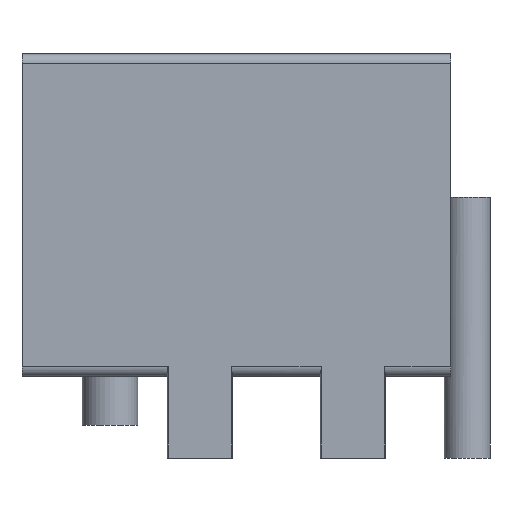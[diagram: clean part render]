
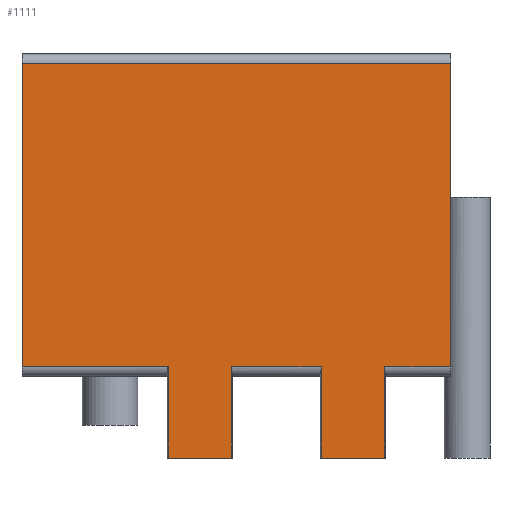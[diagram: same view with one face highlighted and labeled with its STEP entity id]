
A CAD part, front view. The second image highlights one B-rep face of the part: STEP entity #1111.
In plain terms, the highlighted planar face has unit normal (0, -1, 0).
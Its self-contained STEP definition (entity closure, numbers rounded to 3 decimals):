
#41=PLANE('',#1230);
#93=FACE_OUTER_BOUND('',#156,.T.);
#156=EDGE_LOOP('',(#950,#951,#952,#953,#954,#955,#956,#957,#958,#959,#960,
#961));
#238=LINE('',#1679,#330);
#239=LINE('',#1692,#331);
#241=LINE('',#1742,#333);
#260=LINE('',#1831,#352);
#285=LINE('',#1897,#377);
#295=LINE('',#1924,#387);
#296=LINE('',#1926,#388);
#306=LINE('',#1956,#398);
#307=LINE('',#1958,#399);
#308=LINE('',#1959,#400);
#309=LINE('',#1961,#401);
#310=LINE('',#1962,#402);
#330=VECTOR('',#1285,10.);
#331=VECTOR('',#1288,10.);
#333=VECTOR('',#1298,10.);
#352=VECTOR('',#1369,10.);
#377=VECTOR('',#1442,10.);
#387=VECTOR('',#1472,10.);
#388=VECTOR('',#1475,10.);
#398=VECTOR('',#1511,10.);
#399=VECTOR('',#1512,10.);
#400=VECTOR('',#1513,10.);
#401=VECTOR('',#1514,10.);
#402=VECTOR('',#1515,10.);
#447=VERTEX_POINT('',#1656);
#452=VERTEX_POINT('',#1677);
#454=VERTEX_POINT('',#1682);
#455=VERTEX_POINT('',#1691);
#464=VERTEX_POINT('',#1732);
#465=VERTEX_POINT('',#1741);
#495=VERTEX_POINT('',#1829);
#512=VERTEX_POINT('',#1896);
#519=VERTEX_POINT('',#1922);
#526=VERTEX_POINT('',#1955);
#527=VERTEX_POINT('',#1957);
#528=VERTEX_POINT('',#1960);
#562=EDGE_CURVE('',#452,#447,#238,.T.);
#564=EDGE_CURVE('',#454,#455,#239,.T.);
#574=EDGE_CURVE('',#464,#465,#241,.T.);
#615=EDGE_CURVE('',#452,#495,#260,.T.);
#647=EDGE_CURVE('',#455,#512,#285,.T.);
#661=EDGE_CURVE('',#519,#464,#295,.T.);
#662=EDGE_CURVE('',#512,#519,#296,.T.);
#676=EDGE_CURVE('',#526,#454,#306,.T.);
#677=EDGE_CURVE('',#527,#526,#307,.T.);
#678=EDGE_CURVE('',#447,#527,#308,.T.);
#679=EDGE_CURVE('',#528,#495,#309,.T.);
#680=EDGE_CURVE('',#465,#528,#310,.T.);
#950=ORIENTED_EDGE('',*,*,#676,.F.);
#951=ORIENTED_EDGE('',*,*,#677,.F.);
#952=ORIENTED_EDGE('',*,*,#678,.F.);
#953=ORIENTED_EDGE('',*,*,#562,.F.);
#954=ORIENTED_EDGE('',*,*,#615,.T.);
#955=ORIENTED_EDGE('',*,*,#679,.F.);
#956=ORIENTED_EDGE('',*,*,#680,.F.);
#957=ORIENTED_EDGE('',*,*,#574,.F.);
#958=ORIENTED_EDGE('',*,*,#661,.F.);
#959=ORIENTED_EDGE('',*,*,#662,.F.);
#960=ORIENTED_EDGE('',*,*,#647,.F.);
#961=ORIENTED_EDGE('',*,*,#564,.F.);
#1111=ADVANCED_FACE('',(#93),#41,.T.);
#1230=AXIS2_PLACEMENT_3D('',#1954,#1509,#1510);
#1285=DIRECTION('',(-1.,0.,0.));
#1288=DIRECTION('',(-1.,0.,0.));
#1298=DIRECTION('',(-1.,0.,0.));
#1369=DIRECTION('',(0.,0.,1.));
#1442=DIRECTION('',(0.,0.,-1.));
#1472=DIRECTION('',(0.,0.,1.));
#1475=DIRECTION('',(-1.,0.,0.));
#1509=DIRECTION('center_axis',(0.,-1.,0.));
#1510=DIRECTION('ref_axis',(-1.,0.,0.));
#1511=DIRECTION('',(0.,0.,1.));
#1512=DIRECTION('',(-1.,0.,0.));
#1513=DIRECTION('',(0.,0.,-1.));
#1514=DIRECTION('',(1.,0.,0.));
#1515=DIRECTION('',(0.,0.,1.));
#1656=CARTESIAN_POINT('',(6.052,-6.135,0.3));
#1677=CARTESIAN_POINT('',(8.074,-6.135,0.3));
#1679=CARTESIAN_POINT('',(-1.789,-6.135,0.3));
#1682=CARTESIAN_POINT('',(4.104,-6.135,0.3));
#1691=CARTESIAN_POINT('',(1.352,-6.135,0.3));
#1692=CARTESIAN_POINT('',(-1.789,-6.135,0.3));
#1732=CARTESIAN_POINT('',(-0.596,-6.135,0.3));
#1741=CARTESIAN_POINT('',(-5.076,-6.135,0.3));
#1742=CARTESIAN_POINT('',(-1.789,-6.135,0.3));
#1829=CARTESIAN_POINT('',(8.074,-6.135,9.6));
#1831=CARTESIAN_POINT('',(8.074,-6.135,0.));
#1896=CARTESIAN_POINT('',(1.352,-6.135,-2.5));
#1897=CARTESIAN_POINT('',(1.352,-6.135,0.));
#1922=CARTESIAN_POINT('',(-0.596,-6.135,-2.5));
#1924=CARTESIAN_POINT('',(-0.596,-6.135,0.));
#1926=CARTESIAN_POINT('',(-5.076,-6.135,-2.5));
#1954=CARTESIAN_POINT('Origin',(6.052,-6.135,0.));
#1955=CARTESIAN_POINT('',(4.104,-6.135,-2.5));
#1956=CARTESIAN_POINT('',(4.104,-6.135,0.));
#1957=CARTESIAN_POINT('',(6.052,-6.135,-2.5));
#1958=CARTESIAN_POINT('',(-5.076,-6.135,-2.5));
#1959=CARTESIAN_POINT('',(6.052,-6.135,0.));
#1960=CARTESIAN_POINT('',(-5.076,-6.135,9.6));
#1961=CARTESIAN_POINT('',(-1.789,-6.135,9.6));
#1962=CARTESIAN_POINT('',(-5.076,-6.135,0.));
